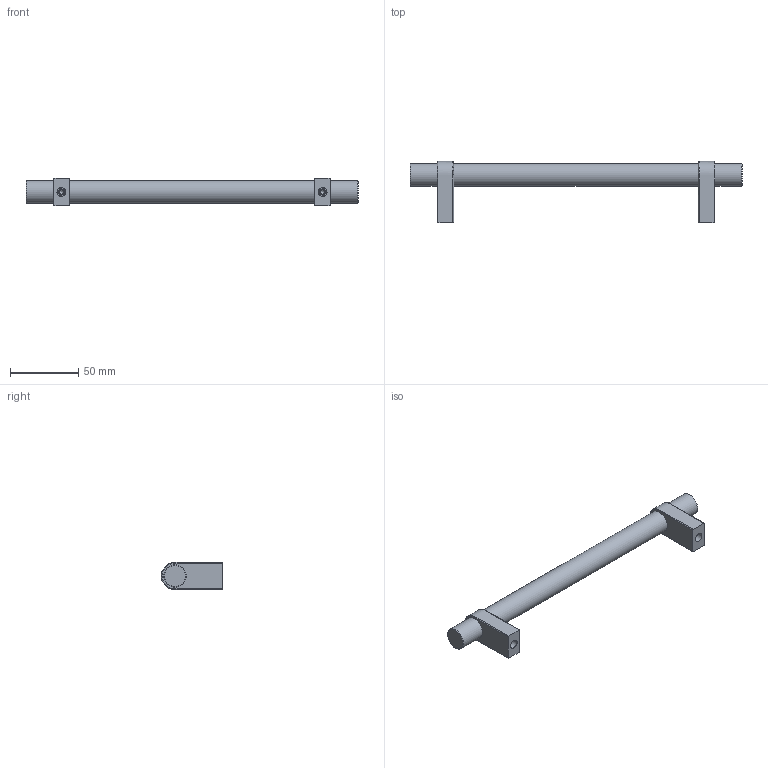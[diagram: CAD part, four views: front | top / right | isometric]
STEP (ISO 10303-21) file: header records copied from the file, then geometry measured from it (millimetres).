
FILE_DESCRIPTION(/* description */ (''),/* implementation_level */ '2;1');
FILE_NAME(/* name */ '0657_192_00.stp',/* time_stamp */ '2024-01-03T09:35:48+01:00',/* author */ ('jferrer'),/* organization */ (''),/* preprocessor_version */ 'ST-DEVELOPER v18.1',/* originating_system */ 'Autodesk Inventor 2022',/* authorisation */ '');
FILE_SCHEMA (('CONFIG_CONTROL_DESIGN'));
Length unit declared in the file: millimetre
Products named in the file (3): 0657_192_00; 0657_192_bar_00; 0657_foot_01
Assembly tree (3 placements, depth 2):
  0657_192_00
    0657_192_bar_00
    0657_foot_01  x2
Bounding box: 244 x 44.99 x 20 mm (x, y, z)
Volume: 65826 mm3; surface area: 20838.9 mm2
Topology: 3 solids, 3 shells, 39 faces, 93 edges, 60 vertices
Faces by surface type: cylinder 17, plane 12, bspline 6, cone 2, torus 2
Full cylindrical faces by diameter (mm): 3.242 x2, 4.5 x2, 6.5 x2, 16.5 x1, 16.6 x2
Entity records: 1053 total; most frequent: CARTESIAN_POINT 403, DIRECTION 118, ORIENTED_EDGE 112, EDGE_CURVE 56, AXIS2_PLACEMENT_3D 48, VERTEX_POINT 37, EDGE_LOOP 29, FACE_OUTER_BOUND 24
